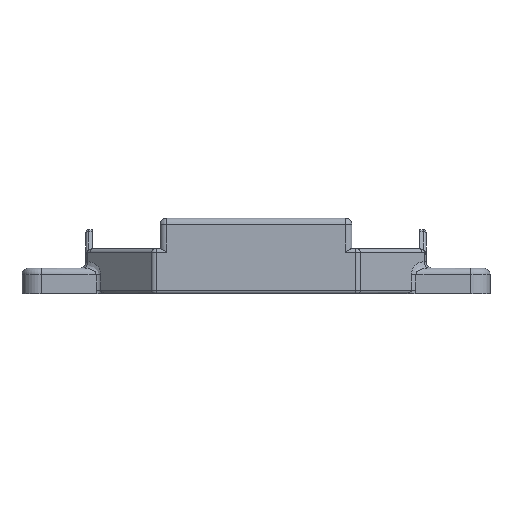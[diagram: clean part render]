
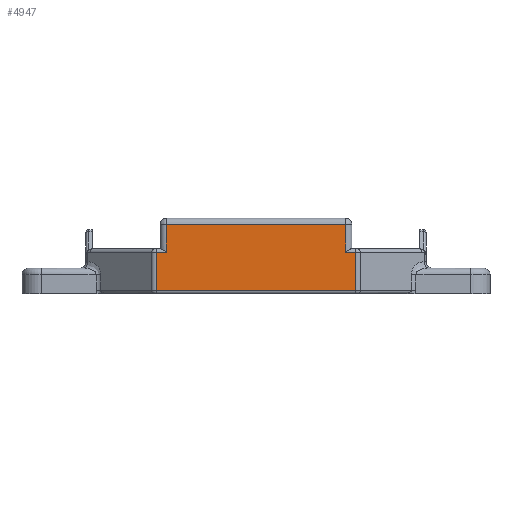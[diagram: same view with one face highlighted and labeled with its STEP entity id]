
A CAD part, left-side view. The second image highlights one B-rep face of the part: STEP entity #4947.
In plain terms, the highlighted planar face has unit normal (-1, 0, 0).
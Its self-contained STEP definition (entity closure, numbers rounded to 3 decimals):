
#108 = ORIENTED_EDGE ( 'NONE', *, *, #4714, .T. ) ;
#148 = DIRECTION ( 'NONE',  ( 0., 0., 1. ) ) ;
#214 = VECTOR ( 'NONE', #2344, 1000. ) ;
#263 = LINE ( 'NONE', #4281, #5813 ) ;
#304 = ORIENTED_EDGE ( 'NONE', *, *, #4228, .T. ) ;
#428 = VERTEX_POINT ( 'NONE', #5165 ) ;
#531 = CARTESIAN_POINT ( 'NONE',  ( -28.57, 14., -0.5 ) ) ;
#581 = DIRECTION ( 'NONE',  ( 0., 0., 1. ) ) ;
#782 = VECTOR ( 'NONE', #2405, 1000. ) ;
#800 = CARTESIAN_POINT ( 'NONE',  ( -28.57, 15.586, -0.5 ) ) ;
#891 = LINE ( 'NONE', #5820, #5270 ) ;
#970 = LINE ( 'NONE', #2800, #214 ) ;
#1220 = EDGE_CURVE ( 'NONE', #428, #3995, #5354, .T. ) ;
#1294 = DIRECTION ( 'NONE',  ( 0., 0., -1. ) ) ;
#1410 = EDGE_CURVE ( 'NONE', #1980, #2077, #3826, .T. ) ;
#1426 = EDGE_CURVE ( 'NONE', #3995, #1626, #263, .T. ) ;
#1490 = VERTEX_POINT ( 'NONE', #4727 ) ;
#1626 = VERTEX_POINT ( 'NONE', #2810 ) ;
#1663 = ORIENTED_EDGE ( 'NONE', *, *, #1426, .T. ) ;
#1689 = FACE_OUTER_BOUND ( 'NONE', #2497, .T. ) ;
#1882 = LINE ( 'NONE', #3339, #3950 ) ;
#1980 = VERTEX_POINT ( 'NONE', #2129 ) ;
#1982 = LINE ( 'NONE', #4682, #782 ) ;
#2077 = VERTEX_POINT ( 'NONE', #531 ) ;
#2099 = EDGE_CURVE ( 'NONE', #2077, #5135, #4643, .T. ) ;
#2129 = CARTESIAN_POINT ( 'NONE',  ( -28.57, 14., 3.8 ) ) ;
#2161 = PLANE ( 'NONE',  #3945 ) ;
#2243 = DIRECTION ( 'NONE',  ( 0., -1., 0. ) ) ;
#2344 = DIRECTION ( 'NONE',  ( 0., 0., -1. ) ) ;
#2405 = DIRECTION ( 'NONE',  ( 0., 1., 0. ) ) ;
#2497 = EDGE_LOOP ( 'NONE', ( #108, #3881, #1663, #304, #3307, #2708, #5888, #2780 ) ) ;
#2708 = ORIENTED_EDGE ( 'NONE', *, *, #4744, .T. ) ;
#2727 = CARTESIAN_POINT ( 'NONE',  ( -28.57, 0., -6.5 ) ) ;
#2780 = ORIENTED_EDGE ( 'NONE', *, *, #2099, .T. ) ;
#2788 = DIRECTION ( 'NONE',  ( 0., 1., 0. ) ) ;
#2800 = CARTESIAN_POINT ( 'NONE',  ( -28.57, 15.586, -7. ) ) ;
#2810 = CARTESIAN_POINT ( 'NONE',  ( -28.57, -15.586, -0.5 ) ) ;
#2840 = CARTESIAN_POINT ( 'NONE',  ( -28.57, -14., -0.5 ) ) ;
#2876 = VERTEX_POINT ( 'NONE', #2840 ) ;
#3307 = ORIENTED_EDGE ( 'NONE', *, *, #5334, .T. ) ;
#3339 = CARTESIAN_POINT ( 'NONE',  ( -28.57, -14., 4.8 ) ) ;
#3826 = LINE ( 'NONE', #4755, #4675 ) ;
#3881 = ORIENTED_EDGE ( 'NONE', *, *, #1220, .T. ) ;
#3945 = AXIS2_PLACEMENT_3D ( 'NONE', #5839, #5330, #1294 ) ;
#3950 = VECTOR ( 'NONE', #581, 1000. ) ;
#3995 = VERTEX_POINT ( 'NONE', #5592 ) ;
#4068 = DIRECTION ( 'NONE',  ( 0., 1., 0. ) ) ;
#4206 = VECTOR ( 'NONE', #2788, 1000. ) ;
#4228 = EDGE_CURVE ( 'NONE', #1626, #2876, #891, .T. ) ;
#4281 = CARTESIAN_POINT ( 'NONE',  ( -28.57, -15.586, -7. ) ) ;
#4643 = LINE ( 'NONE', #5569, #4206 ) ;
#4675 = VECTOR ( 'NONE', #5646, 1000. ) ;
#4682 = CARTESIAN_POINT ( 'NONE',  ( -28.57, 15., 3.8 ) ) ;
#4714 = EDGE_CURVE ( 'NONE', #5135, #428, #970, .T. ) ;
#4727 = CARTESIAN_POINT ( 'NONE',  ( -28.57, -14., 3.8 ) ) ;
#4744 = EDGE_CURVE ( 'NONE', #1490, #1980, #1982, .T. ) ;
#4755 = CARTESIAN_POINT ( 'NONE',  ( -28.57, 14., -7. ) ) ;
#4947 = ADVANCED_FACE ( 'NONE', ( #1689 ), #2161, .F. ) ;
#5135 = VERTEX_POINT ( 'NONE', #800 ) ;
#5165 = CARTESIAN_POINT ( 'NONE',  ( -28.57, 15.586, -6.5 ) ) ;
#5270 = VECTOR ( 'NONE', #4068, 1000. ) ;
#5315 = VECTOR ( 'NONE', #2243, 1000. ) ;
#5330 = DIRECTION ( 'NONE',  ( 1., 0., 0. ) ) ;
#5334 = EDGE_CURVE ( 'NONE', #2876, #1490, #1882, .T. ) ;
#5354 = LINE ( 'NONE', #2727, #5315 ) ;
#5569 = CARTESIAN_POINT ( 'NONE',  ( -28.57, 15.586, -0.5 ) ) ;
#5592 = CARTESIAN_POINT ( 'NONE',  ( -28.57, -15.586, -6.5 ) ) ;
#5646 = DIRECTION ( 'NONE',  ( 0., 0., -1. ) ) ;
#5813 = VECTOR ( 'NONE', #148, 1000. ) ;
#5820 = CARTESIAN_POINT ( 'NONE',  ( -28.57, -14., -0.5 ) ) ;
#5839 = CARTESIAN_POINT ( 'NONE',  ( -28.57, 0., -7. ) ) ;
#5888 = ORIENTED_EDGE ( 'NONE', *, *, #1410, .T. ) ;
